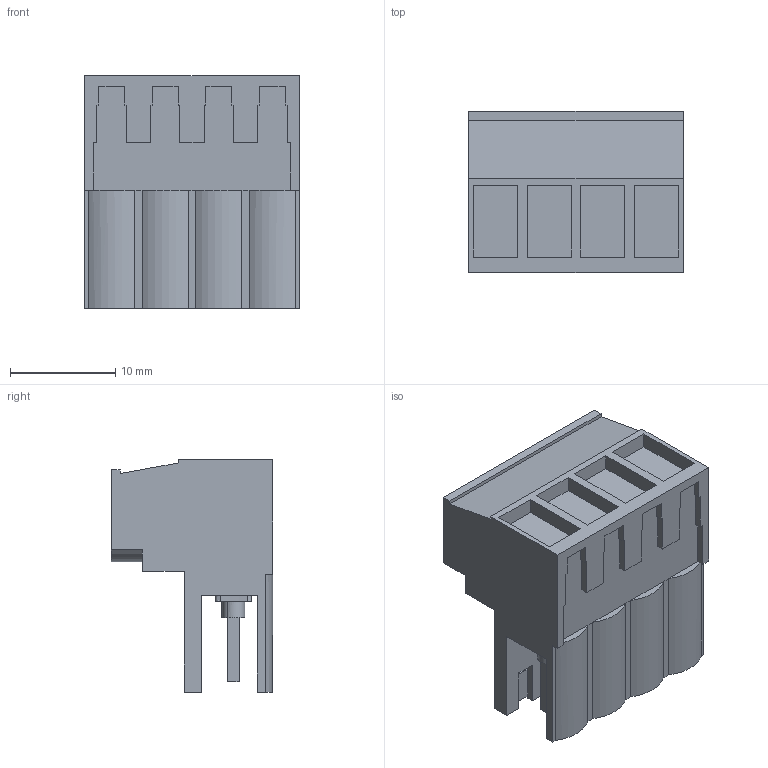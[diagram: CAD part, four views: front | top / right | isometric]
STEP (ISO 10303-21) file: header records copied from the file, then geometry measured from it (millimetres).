
FILE_DESCRIPTION(('CATIA V5 STEP','CAx-IF Rec.Pracs.--- Model Styling and Organization---1.2---2011-12-15'),'2;1');
FILE_NAME ('D1454241_0_1644940000_1644940000.stp','2017-06-01T06:49:52+00:00',('none'),('Weidmueller'),'CATIA Version 5-6 Release 2014','CATIA V5 STEP AP214','none');
FILE_SCHEMA(('AUTOMOTIVE_DESIGN { 1 0 10303 214 1 1 1 1 }'));
Length unit declared in the file: millimetre
Products named in the file (1): 1644940000
Bounding box: 20.32 x 15.3 x 22.05 mm (x, y, z)
Volume: 3471.1 mm3; surface area: 3229.3 mm2
Topology: 9 solids, 9 shells, 297 faces, 803 edges, 540 vertices
Faces by surface type: plane 229, cylinder 52, extrusion 16
Entity records: 9476 total; most frequent: CARTESIAN_POINT 2212, ORIENTED_EDGE 1606, DIRECTION 1241, EDGE_CURVE 803, VECTOR 663, LINE 647, VERTEX_POINT 540, AXIS2_PLACEMENT_3D 345
